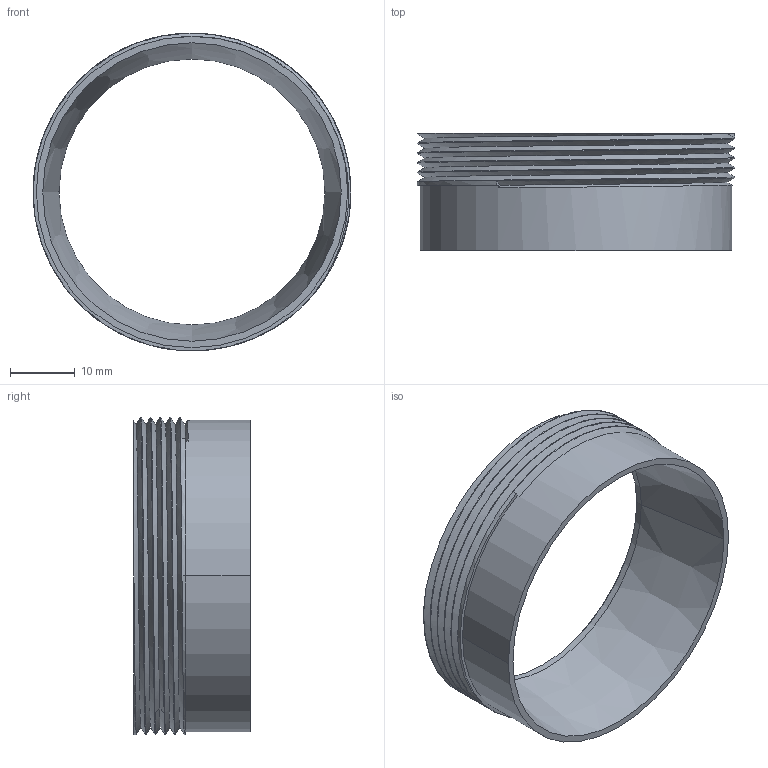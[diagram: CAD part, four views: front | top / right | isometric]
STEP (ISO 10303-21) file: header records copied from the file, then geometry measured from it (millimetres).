
FILE_DESCRIPTION(('CATIA V5 STEP Exchange'),'2;1');
FILE_NAME('MINI-VL-DFL-BL.stp','2025-12-19T09:24:59+00:00',('none'),('none'),'CATIA Version 5-6 Release 2018','CATIA V5 STEP AP203','none');
FILE_SCHEMA(('CONFIG_CONTROL_DESIGN'));
Length unit declared in the file: millimetre
Products named in the file (1): ZT-G1.1.5
Bounding box: 49 x 18 x 49 mm (x, y, z)
Volume: 5752.4 mm3; surface area: 6998.6 mm2
Topology: 1 solids, 1 shells, 30 faces, 76 edges, 49 vertices
Faces by surface type: cylinder 18, plane 6, bspline 4, cone 2
Entity records: 3244 total; most frequent: CARTESIAN_POINT 2567, ORIENTED_EDGE 152, DIRECTION 88, EDGE_CURVE 76, VERTEX_POINT 49, AXIS2_PLACEMENT_3D 42, EDGE_LOOP 33, B_SPLINE_CURVE_WITH_KNOTS 32
